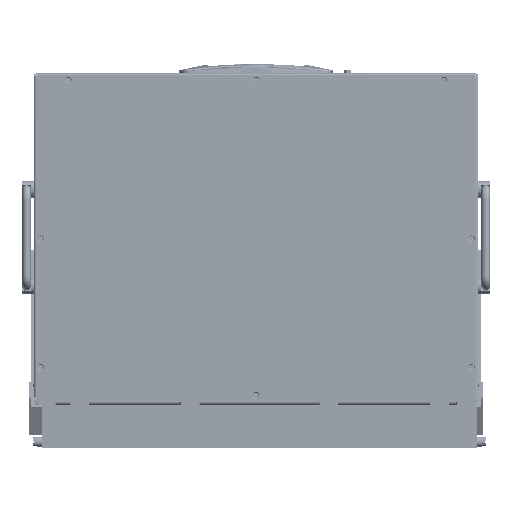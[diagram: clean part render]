
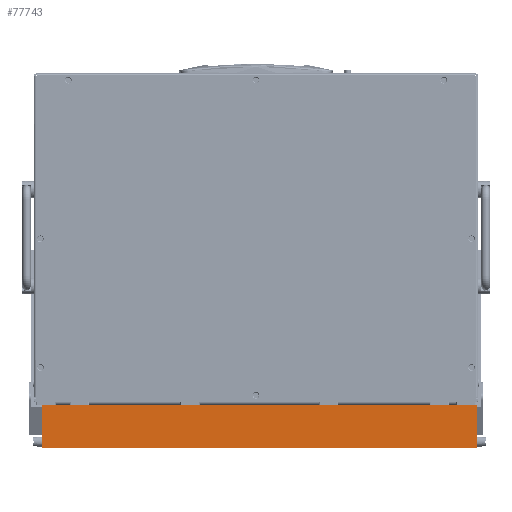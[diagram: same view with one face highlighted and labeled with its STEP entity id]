
A CAD part, front view. The second image highlights one B-rep face of the part: STEP entity #77743.
In plain terms, the highlighted planar face has unit normal (0, -1, 0).
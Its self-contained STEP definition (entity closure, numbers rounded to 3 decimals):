
#1309 = ORIENTED_EDGE ( 'NONE', *, *, #15709, .T. ) ;
#1770 = VECTOR ( 'NONE', #32539, 1000. ) ;
#2081 = EDGE_CURVE ( 'NONE', #31198, #72114, #64085, .T. ) ;
#4206 = EDGE_CURVE ( 'NONE', #31198, #89848, #80402, .T. ) ;
#7583 = LINE ( 'NONE', #48207, #35254 ) ;
#7760 = VERTEX_POINT ( 'NONE', #38334 ) ;
#13476 = CARTESIAN_POINT ( 'NONE',  ( 44.443, 0., 431.563 ) ) ;
#15709 = EDGE_CURVE ( 'NONE', #89848, #7760, #40163, .T. ) ;
#16910 = EDGE_LOOP ( 'NONE', ( #81621, #1309, #77368, #67648 ) ) ;
#22022 = DIRECTION ( 'NONE',  ( 0.017, 0., 1. ) ) ;
#22781 = DIRECTION ( 'NONE',  ( 0., 0., 1. ) ) ;
#31198 = VERTEX_POINT ( 'NONE', #46410 ) ;
#32360 = DIRECTION ( 'NONE',  ( 0., 1., 0. ) ) ;
#32539 = DIRECTION ( 'NONE',  ( 0.017, 0., 1. ) ) ;
#35254 = VECTOR ( 'NONE', #80753, 1000. ) ;
#38334 = CARTESIAN_POINT ( 'NONE',  ( 44.439, 0., 431.309 ) ) ;
#39172 = CARTESIAN_POINT ( 'NONE',  ( -0.004, 0., 432.085 ) ) ;
#40163 = LINE ( 'NONE', #13476, #44992 ) ;
#44992 = VECTOR ( 'NONE', #22022, 1000. ) ;
#46410 = CARTESIAN_POINT ( 'NONE',  ( -7.864, 0., -18.188 ) ) ;
#48207 = CARTESIAN_POINT ( 'NONE',  ( -0.004, 0., 432.085 ) ) ;
#51150 = EDGE_CURVE ( 'NONE', #7760, #72114, #7583, .T. ) ;
#57388 = CARTESIAN_POINT ( 'NONE',  ( -7.864, 0., -18.188 ) ) ;
#64085 = LINE ( 'NONE', #72598, #1770 ) ;
#67412 = CARTESIAN_POINT ( 'NONE',  ( 36.579, 0., -18.964 ) ) ;
#67648 = ORIENTED_EDGE ( 'NONE', *, *, #2081, .F. ) ;
#71308 = DIRECTION ( 'NONE',  ( 1., 0., -0.017 ) ) ;
#72114 = VERTEX_POINT ( 'NONE', #39172 ) ;
#72598 = CARTESIAN_POINT ( 'NONE',  ( -0.084, 0., 427.514 ) ) ;
#77368 = ORIENTED_EDGE ( 'NONE', *, *, #51150, .T. ) ;
#77743 = ADVANCED_FACE ( 'NONE', ( #89490 ), #105048, .F. ) ;
#80402 = LINE ( 'NONE', #57388, #83959 ) ;
#80753 = DIRECTION ( 'NONE',  ( -1., 0., 0.017 ) ) ;
#81314 = AXIS2_PLACEMENT_3D ( 'NONE', #96494, #32360, #22781 ) ;
#81621 = ORIENTED_EDGE ( 'NONE', *, *, #4206, .T. ) ;
#83959 = VECTOR ( 'NONE', #71308, 1000. ) ;
#89490 = FACE_OUTER_BOUND ( 'NONE', #16910, .T. ) ;
#89848 = VERTEX_POINT ( 'NONE', #67412 ) ;
#96494 = CARTESIAN_POINT ( 'NONE',  ( 44.443, 0., 431.563 ) ) ;
#105048 = PLANE ( 'NONE',  #81314 ) ;
